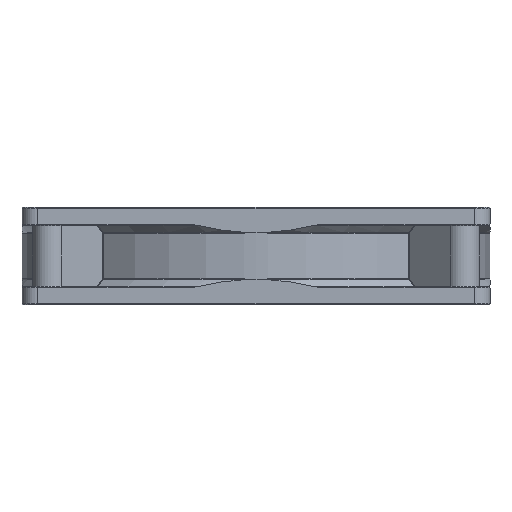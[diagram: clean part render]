
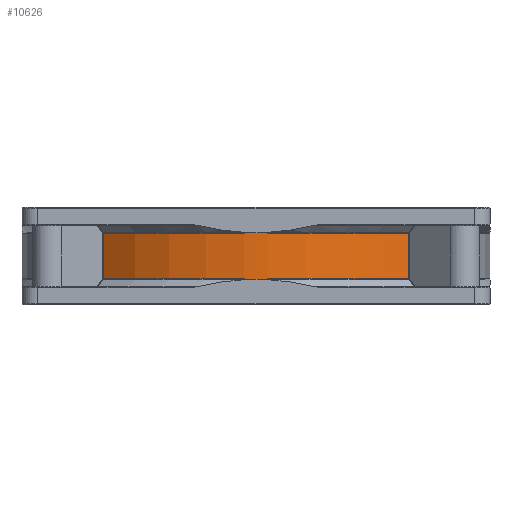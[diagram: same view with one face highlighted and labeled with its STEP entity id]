
A CAD part, left-side view. The second image highlights one B-rep face of the part: STEP entity #10626.
In plain terms, the highlighted cylindrical face has radius 60 mm (diameter 120 mm), a partial arc.
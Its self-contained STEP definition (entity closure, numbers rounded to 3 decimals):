
#776=FACE_OUTER_BOUND('',#1490,.T.);
#1490=EDGE_LOOP('',(#7743,#7744,#7745,#7746,#7747,#7748,#7749,#7750,#7751,
#7752));
#2186=B_SPLINE_CURVE_WITH_KNOTS('',3,(#18077,#18078,#18079,#18080,#18081,
#18082,#18083,#18084,#18085,#18086,#18087,#18088,#18089,#18090,#18091,#18092,
#18093,#18094,#18095),.UNSPECIFIED.,.F.,.F.,(4,3,3,3,3,3,4),(0.,0.017,
0.254,0.391,0.773,0.871,
1.),.UNSPECIFIED.);
#2187=B_SPLINE_CURVE_WITH_KNOTS('',3,(#18097,#18098,#18099,#18100,#18101,
#18102,#18103,#18104,#18105,#18106,#18107,#18108,#18109),.UNSPECIFIED.,
 .F.,.F.,(4,3,3,3,4),(0.,0.341,0.855,0.983,
1.),.UNSPECIFIED.);
#2188=B_SPLINE_CURVE_WITH_KNOTS('',3,(#18116,#18117,#18118,#18119,#18120,
#18121,#18122,#18123,#18124,#18125,#18126,#18127,#18128),.UNSPECIFIED.,
 .F.,.F.,(4,3,3,3,4),(0.,0.341,0.855,0.983,
1.),.UNSPECIFIED.);
#2189=B_SPLINE_CURVE_WITH_KNOTS('',3,(#18129,#18130,#18131,#18132,#18133,
#18134,#18135,#18136,#18137,#18138,#18139,#18140,#18141,#18142,#18143,#18144,
#18145,#18146,#18147),.UNSPECIFIED.,.F.,.F.,(4,3,3,3,3,3,4),(0.,0.017,
0.254,0.391,0.773,0.871,
1.),.UNSPECIFIED.);
#2693=LINE('',#18073,#3225);
#2694=LINE('',#18113,#3226);
#3225=VECTOR('',#13439,1.);
#3226=VECTOR('',#13444,1.);
#3692=CIRCLE('',#11543,60.);
#3693=CIRCLE('',#11544,60.);
#3694=CIRCLE('',#11545,60.);
#3695=CIRCLE('',#11546,60.);
#4439=VERTEX_POINT('',#17158);
#4686=VERTEX_POINT('',#18069);
#4687=VERTEX_POINT('',#18070);
#4688=VERTEX_POINT('',#18072);
#4689=VERTEX_POINT('',#18074);
#4690=VERTEX_POINT('',#18076);
#4691=VERTEX_POINT('',#18096);
#4692=VERTEX_POINT('',#18110);
#4693=VERTEX_POINT('',#18112);
#4694=VERTEX_POINT('',#18114);
#5833=EDGE_CURVE('',#4686,#4687,#3692,.T.);
#5834=EDGE_CURVE('',#4687,#4688,#2693,.T.);
#5835=EDGE_CURVE('',#4689,#4688,#3693,.T.);
#5836=EDGE_CURVE('',#4690,#4689,#2186,.T.);
#5837=EDGE_CURVE('',#4691,#4690,#2187,.T.);
#5838=EDGE_CURVE('',#4692,#4691,#3694,.T.);
#5839=EDGE_CURVE('',#4692,#4693,#2694,.T.);
#5840=EDGE_CURVE('',#4693,#4694,#3695,.T.);
#5841=EDGE_CURVE('',#4694,#4439,#2188,.T.);
#5842=EDGE_CURVE('',#4439,#4686,#2189,.T.);
#7743=ORIENTED_EDGE('',*,*,#5833,.T.);
#7744=ORIENTED_EDGE('',*,*,#5834,.T.);
#7745=ORIENTED_EDGE('',*,*,#5835,.F.);
#7746=ORIENTED_EDGE('',*,*,#5836,.F.);
#7747=ORIENTED_EDGE('',*,*,#5837,.F.);
#7748=ORIENTED_EDGE('',*,*,#5838,.F.);
#7749=ORIENTED_EDGE('',*,*,#5839,.T.);
#7750=ORIENTED_EDGE('',*,*,#5840,.T.);
#7751=ORIENTED_EDGE('',*,*,#5841,.T.);
#7752=ORIENTED_EDGE('',*,*,#5842,.T.);
#10365=CYLINDRICAL_SURFACE('',#11542,60.);
#10626=ADVANCED_FACE('',(#776),#10365,.T.);
#11542=AXIS2_PLACEMENT_3D('',#18068,#13435,#13436);
#11543=AXIS2_PLACEMENT_3D('',#18071,#13437,#13438);
#11544=AXIS2_PLACEMENT_3D('',#18075,#13440,#13441);
#11545=AXIS2_PLACEMENT_3D('',#18111,#13442,#13443);
#11546=AXIS2_PLACEMENT_3D('',#18115,#13445,#13446);
#13435=DIRECTION('center_axis',(0.,0.,
1.));
#13436=DIRECTION('ref_axis',(0.,-1.,0.));
#13437=DIRECTION('center_axis',(0.,0.,
-1.));
#13438=DIRECTION('ref_axis',(0.,1.,0.));
#13439=DIRECTION('',(0.,0.,-1.));
#13440=DIRECTION('center_axis',(0.,0.,
-1.));
#13441=DIRECTION('ref_axis',(0.,1.,0.));
#13442=DIRECTION('center_axis',(0.,0.,
-1.));
#13443=DIRECTION('ref_axis',(0.,1.,0.));
#13444=DIRECTION('',(0.,0.,1.));
#13445=DIRECTION('center_axis',(0.,0.,
-1.));
#13446=DIRECTION('ref_axis',(0.,1.,0.));
#17158=CARTESIAN_POINT('',(0.,60.,6.));
#18068=CARTESIAN_POINT('Origin',(60.,60.,-12.));
#18069=CARTESIAN_POINT('',(0.073,62.962,5.896));
#18070=CARTESIAN_POINT('',(14.523,99.139,5.896));
#18071=CARTESIAN_POINT('Origin',(60.,60.,5.896));
#18072=CARTESIAN_POINT('',(14.523,99.139,-5.896));
#18073=CARTESIAN_POINT('',(14.523,99.139,-12.));
#18074=CARTESIAN_POINT('',(0.073,62.962,-5.896));
#18075=CARTESIAN_POINT('Origin',(60.,60.,-5.896));
#18076=CARTESIAN_POINT('',(0.,60.,-6.));
#18077=CARTESIAN_POINT('Ctrl Pts',(0.,60.,
-6.));
#18078=CARTESIAN_POINT('Ctrl Pts',(0.,60.016,
-5.999));
#18079=CARTESIAN_POINT('Ctrl Pts',(0.,60.033,
-5.998));
#18080=CARTESIAN_POINT('Ctrl Pts',(0.,60.049,
-5.997));
#18081=CARTESIAN_POINT('Ctrl Pts',(0.,60.283,
-5.982));
#18082=CARTESIAN_POINT('Ctrl Pts',(0.002,60.517,
-5.968));
#18083=CARTESIAN_POINT('Ctrl Pts',(0.005,60.751,
-5.957));
#18084=CARTESIAN_POINT('Ctrl Pts',(0.006,60.886,
-5.95));
#18085=CARTESIAN_POINT('Ctrl Pts',(0.009,61.021,
-5.943));
#18086=CARTESIAN_POINT('Ctrl Pts',(0.011,61.156,
-5.937));
#18087=CARTESIAN_POINT('Ctrl Pts',(0.018,61.534,
-5.921));
#18088=CARTESIAN_POINT('Ctrl Pts',(0.029,61.912,
-5.909));
#18089=CARTESIAN_POINT('Ctrl Pts',(0.044,62.29,
-5.902));
#18090=CARTESIAN_POINT('Ctrl Pts',(0.047,62.386,
-5.901));
#18091=CARTESIAN_POINT('Ctrl Pts',(0.051,62.483,
-5.899));
#18092=CARTESIAN_POINT('Ctrl Pts',(0.056,62.58,
-5.898));
#18093=CARTESIAN_POINT('Ctrl Pts',(0.061,62.707,
-5.897));
#18094=CARTESIAN_POINT('Ctrl Pts',(0.067,62.834,
-5.896));
#18095=CARTESIAN_POINT('Ctrl Pts',(0.073,62.962,
-5.896));
#18096=CARTESIAN_POINT('',(0.073,57.038,-5.896));
#18097=CARTESIAN_POINT('Ctrl Pts',(0.073,57.038,-5.896));
#18098=CARTESIAN_POINT('Ctrl Pts',(0.057,57.375,
-5.896));
#18099=CARTESIAN_POINT('Ctrl Pts',(0.043,57.711,
-5.901));
#18100=CARTESIAN_POINT('Ctrl Pts',(0.032,58.048,
-5.91));
#18101=CARTESIAN_POINT('Ctrl Pts',(0.015,58.556,
-5.923));
#18102=CARTESIAN_POINT('Ctrl Pts',(0.005,59.063,
-5.945));
#18103=CARTESIAN_POINT('Ctrl Pts',(0.002,59.571,
-5.974));
#18104=CARTESIAN_POINT('Ctrl Pts',(0.001,59.698,
-5.981));
#18105=CARTESIAN_POINT('Ctrl Pts',(0.,59.824,
-5.989));
#18106=CARTESIAN_POINT('Ctrl Pts',(0.,59.951,
-5.997));
#18107=CARTESIAN_POINT('Ctrl Pts',(0.,59.967,
-5.998));
#18108=CARTESIAN_POINT('Ctrl Pts',(0.,59.984,
-5.999));
#18109=CARTESIAN_POINT('Ctrl Pts',(0.,60.,
-6.));
#18110=CARTESIAN_POINT('',(14.523,20.861,-5.896));
#18111=CARTESIAN_POINT('Origin',(60.,60.,-5.896));
#18112=CARTESIAN_POINT('',(14.523,20.861,5.896));
#18113=CARTESIAN_POINT('',(14.523,20.861,-12.));
#18114=CARTESIAN_POINT('',(0.073,57.038,5.896));
#18115=CARTESIAN_POINT('Origin',(60.,60.,5.896));
#18116=CARTESIAN_POINT('Ctrl Pts',(0.073,57.038,
5.896));
#18117=CARTESIAN_POINT('Ctrl Pts',(0.057,57.375,
5.896));
#18118=CARTESIAN_POINT('Ctrl Pts',(0.043,57.711,5.901));
#18119=CARTESIAN_POINT('Ctrl Pts',(0.032,58.048,
5.91));
#18120=CARTESIAN_POINT('Ctrl Pts',(0.015,58.556,
5.923));
#18121=CARTESIAN_POINT('Ctrl Pts',(0.005,59.063,
5.945));
#18122=CARTESIAN_POINT('Ctrl Pts',(0.002,59.571,
5.974));
#18123=CARTESIAN_POINT('Ctrl Pts',(0.001,59.698,
5.981));
#18124=CARTESIAN_POINT('Ctrl Pts',(0.,59.824,
5.989));
#18125=CARTESIAN_POINT('Ctrl Pts',(0.,59.951,
5.997));
#18126=CARTESIAN_POINT('Ctrl Pts',(0.,59.967,
5.998));
#18127=CARTESIAN_POINT('Ctrl Pts',(0.,59.984,
5.999));
#18128=CARTESIAN_POINT('Ctrl Pts',(0.,60.,6.));
#18129=CARTESIAN_POINT('Ctrl Pts',(0.,60.,
6.));
#18130=CARTESIAN_POINT('Ctrl Pts',(0.,60.016,
5.999));
#18131=CARTESIAN_POINT('Ctrl Pts',(0.,60.033,
5.998));
#18132=CARTESIAN_POINT('Ctrl Pts',(0.,60.049,
5.997));
#18133=CARTESIAN_POINT('Ctrl Pts',(0.,60.283,
5.982));
#18134=CARTESIAN_POINT('Ctrl Pts',(0.002,60.517,5.968));
#18135=CARTESIAN_POINT('Ctrl Pts',(0.005,60.751,
5.957));
#18136=CARTESIAN_POINT('Ctrl Pts',(0.006,60.886,
5.95));
#18137=CARTESIAN_POINT('Ctrl Pts',(0.009,61.021,
5.943));
#18138=CARTESIAN_POINT('Ctrl Pts',(0.011,61.156,5.937));
#18139=CARTESIAN_POINT('Ctrl Pts',(0.018,61.534,
5.921));
#18140=CARTESIAN_POINT('Ctrl Pts',(0.029,61.912,
5.909));
#18141=CARTESIAN_POINT('Ctrl Pts',(0.044,62.29,
5.902));
#18142=CARTESIAN_POINT('Ctrl Pts',(0.047,62.386,
5.901));
#18143=CARTESIAN_POINT('Ctrl Pts',(0.051,62.483,
5.899));
#18144=CARTESIAN_POINT('Ctrl Pts',(0.056,62.58,
5.898));
#18145=CARTESIAN_POINT('Ctrl Pts',(0.061,62.707,
5.897));
#18146=CARTESIAN_POINT('Ctrl Pts',(0.067,62.834,
5.896));
#18147=CARTESIAN_POINT('Ctrl Pts',(0.073,62.962,
5.896));
